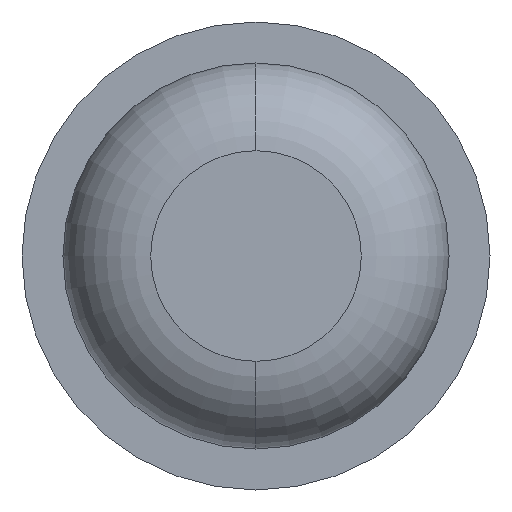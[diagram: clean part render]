
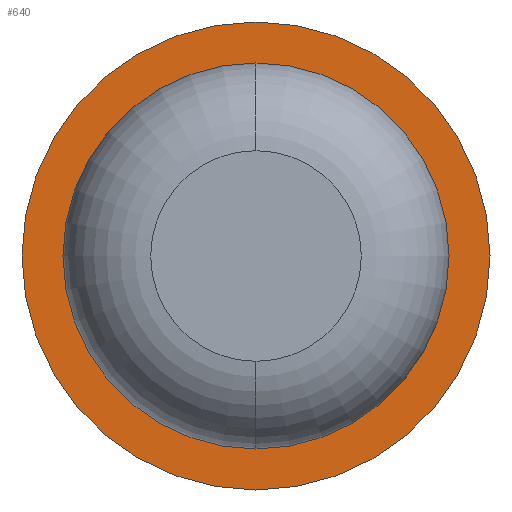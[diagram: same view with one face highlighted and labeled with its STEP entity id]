
A CAD part, front view. The second image highlights one B-rep face of the part: STEP entity #640.
In plain terms, the highlighted planar face has unit normal (0, -1, 0).
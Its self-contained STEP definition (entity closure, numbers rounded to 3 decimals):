
#44 = DIRECTION ( 'NONE',  ( -1., 0., 0. ) ) ;
#344 = VERTEX_POINT ( 'NONE', #2665 ) ;
#437 = VERTEX_POINT ( 'NONE', #2099 ) ;
#482 = CARTESIAN_POINT ( 'NONE',  ( 0., -4., -0.825 ) ) ;
#544 = DIRECTION ( 'NONE',  ( 0., 1., 0. ) ) ;
#577 = DIRECTION ( 'NONE',  ( 0., 1., 0. ) ) ;
#640 = ADVANCED_FACE ( 'Defeature ausgef�hrt1_5', ( #1941, #1006 ), #2722, .F. ) ;
#883 = CIRCLE ( 'NONE', #1240, 0.825 ) ;
#910 = ORIENTED_EDGE ( 'NONE', *, *, #3170, .T. ) ;
#913 = DIRECTION ( 'NONE',  ( 0., 1., 0. ) ) ;
#1006 = FACE_BOUND ( 'NONE', #3166, .T. ) ;
#1008 = CARTESIAN_POINT ( 'NONE',  ( 0., -4., 0. ) ) ;
#1011 = EDGE_CURVE ( 'Defeature ausgef�hrt1_5+Defeature ausgef�hrt1_0+Defeature ausgef�hrt1_0+Defeature ausgef�hrt1_0', #3666, #344, #1601, .T. ) ;
#1033 = EDGE_CURVE ( 'Defeature ausgef�hrt1_6+Defeature ausgef�hrt1_5+Defeature ausgef�hrt1_5+Defeature ausgef�hrt1_5', #437, #1955, #1552, .T. ) ;
#1240 = AXIS2_PLACEMENT_3D ( 'NONE', #3371, #544, #3400 ) ;
#1285 = DIRECTION ( 'NONE',  ( -1., 0., 0. ) ) ;
#1552 = CIRCLE ( 'NONE', #3848, 1. ) ;
#1558 = DIRECTION ( 'NONE',  ( -1., 0., 0. ) ) ;
#1601 = CIRCLE ( 'NONE', #3512, 0.825 ) ;
#1644 = DIRECTION ( 'NONE',  ( 0., 1., 0. ) ) ;
#1805 = CARTESIAN_POINT ( 'NONE',  ( 0., -4., 0. ) ) ;
#1941 = FACE_OUTER_BOUND ( 'NONE', #3161, .T. ) ;
#1955 = VERTEX_POINT ( 'NONE', #3932 ) ;
#2099 = CARTESIAN_POINT ( 'NONE',  ( 1., -4., 0. ) ) ;
#2110 = ORIENTED_EDGE ( 'NONE', *, *, #2195, .F. ) ;
#2195 = EDGE_CURVE ( 'Defeature ausgef�hrt1_6+Defeature ausgef�hrt1_5+Defeature ausgef�hrt1_5+Defeature ausgef�hrt1_5', #1955, #437, #2714, .T. ) ;
#2591 = DIRECTION ( 'NONE',  ( -1., 0., 0. ) ) ;
#2665 = CARTESIAN_POINT ( 'NONE',  ( 0., -4., 0.825 ) ) ;
#2714 = CIRCLE ( 'NONE', #3745, 1. ) ;
#2722 = PLANE ( 'NONE',  #3554 ) ;
#2835 = DIRECTION ( 'NONE',  ( 0., 1., 0. ) ) ;
#3161 = EDGE_LOOP ( 'NONE', ( #2110, #3269 ) ) ;
#3166 = EDGE_LOOP ( 'NONE', ( #910, #3527 ) ) ;
#3170 = EDGE_CURVE ( 'Defeature ausgef�hrt1_5+Defeature ausgef�hrt1_0+Defeature ausgef�hrt1_0+Defeature ausgef�hrt1_0', #344, #3666, #883, .T. ) ;
#3269 = ORIENTED_EDGE ( 'NONE', *, *, #1033, .F. ) ;
#3371 = CARTESIAN_POINT ( 'NONE',  ( 0., -4., 0. ) ) ;
#3400 = DIRECTION ( 'NONE',  ( -1., 0., 0. ) ) ;
#3512 = AXIS2_PLACEMENT_3D ( 'NONE', #3786, #2835, #44 ) ;
#3527 = ORIENTED_EDGE ( 'NONE', *, *, #1011, .T. ) ;
#3554 = AXIS2_PLACEMENT_3D ( 'NONE', #4069, #913, #1558 ) ;
#3666 = VERTEX_POINT ( 'NONE', #482 ) ;
#3745 = AXIS2_PLACEMENT_3D ( 'NONE', #1805, #577, #1285 ) ;
#3786 = CARTESIAN_POINT ( 'NONE',  ( 0., -4., 0. ) ) ;
#3848 = AXIS2_PLACEMENT_3D ( 'NONE', #1008, #1644, #2591 ) ;
#3932 = CARTESIAN_POINT ( 'NONE',  ( -1., -4., 0. ) ) ;
#4069 = CARTESIAN_POINT ( 'NONE',  ( 0.825, -4., 0. ) ) ;
